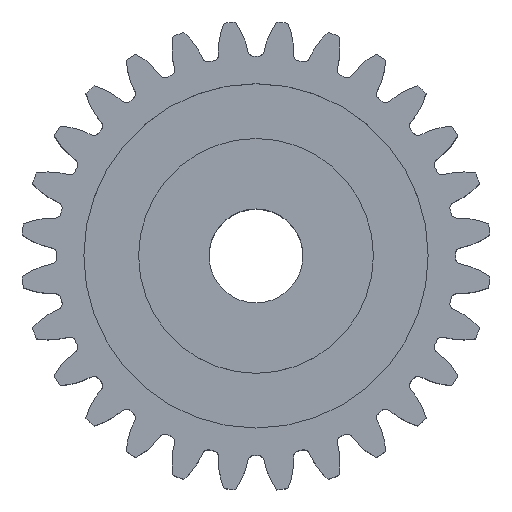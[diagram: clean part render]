
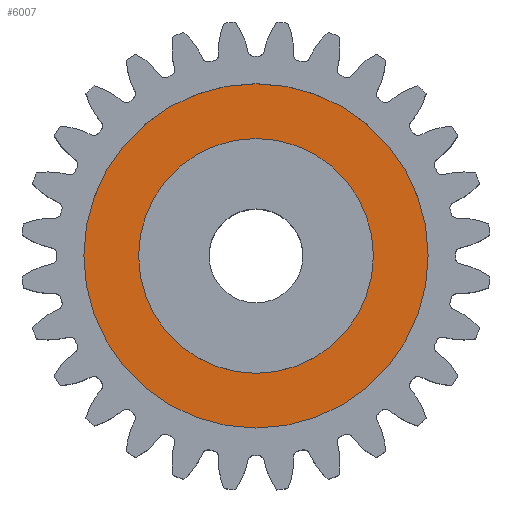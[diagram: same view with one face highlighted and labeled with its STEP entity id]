
A CAD part, top view. The second image highlights one B-rep face of the part: STEP entity #6007.
In plain terms, the highlighted planar face has unit normal (0, 0, 1).
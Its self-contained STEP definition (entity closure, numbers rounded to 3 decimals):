
#74 = DIRECTION ( 'NONE',  ( -1., 0., 0. ) ) ;
#75 = DIRECTION ( 'NONE',  ( 0., 0., -1. ) ) ;
#76 = CARTESIAN_POINT ( 'NONE',  ( 0., 0., 7.5 ) ) ;
#78 = AXIS2_PLACEMENT_3D ( 'NONE', #76, #75, #74 ) ;
#84 = CIRCLE ( 'NONE', #78, 7.5 ) ;
#252 = DIRECTION ( 'NONE',  ( -1., 0., 0. ) ) ;
#253 = DIRECTION ( 'NONE',  ( 0., 0., -1. ) ) ;
#254 = CARTESIAN_POINT ( 'NONE',  ( 0., 0., 7.5 ) ) ;
#255 = AXIS2_PLACEMENT_3D ( 'NONE', #254, #253, #252 ) ;
#263 = CARTESIAN_POINT ( 'NONE',  ( -7.5, 0., 7.5 ) ) ;
#336 = CIRCLE ( 'NONE', #255, 11. ) ;
#338 = CARTESIAN_POINT ( 'NONE',  ( 11., 0., 7.5 ) ) ;
#357 = CARTESIAN_POINT ( 'NONE',  ( -11., 0., 7.5 ) ) ;
#360 = CARTESIAN_POINT ( 'NONE',  ( 7.5, 0., 7.5 ) ) ;
#3126 = DIRECTION ( 'NONE',  ( -1., 0., 0. ) ) ;
#3127 = DIRECTION ( 'NONE',  ( 0., 0., -1. ) ) ;
#3128 = CARTESIAN_POINT ( 'NONE',  ( 0., 0., 7.5 ) ) ;
#3132 = DIRECTION ( 'NONE',  ( -1., 0., 0. ) ) ;
#3133 = DIRECTION ( 'NONE',  ( 0., 0., -1. ) ) ;
#3134 = AXIS2_PLACEMENT_3D ( 'NONE', #3138, #3133, #3132 ) ;
#3138 = CARTESIAN_POINT ( 'NONE',  ( 0., 0., 7.5 ) ) ;
#3139 = FACE_OUTER_BOUND ( 'NONE', #4756, .T. ) ;
#3150 = FACE_BOUND ( 'NONE', #5980, .T. ) ;
#3185 = DIRECTION ( 'NONE',  ( -1., 0., 0. ) ) ;
#3186 = DIRECTION ( 'NONE',  ( 0., 0., -1. ) ) ;
#3187 = CARTESIAN_POINT ( 'NONE',  ( 0., 0., 7.5 ) ) ;
#3188 = AXIS2_PLACEMENT_3D ( 'NONE', #3128, #3127, #3126 ) ;
#3199 = CIRCLE ( 'NONE', #3134, 11. ) ;
#3202 = PLANE ( 'NONE',  #3188 ) ;
#3203 = CIRCLE ( 'NONE', #3204, 7.5 ) ;
#3204 = AXIS2_PLACEMENT_3D ( 'NONE', #3187, #3186, #3185 ) ;
#4160 = EDGE_CURVE ( 'NONE', #4279, #4304, #84, .T. ) ;
#4279 = VERTEX_POINT ( 'NONE', #263 ) ;
#4282 = EDGE_CURVE ( 'NONE', #4283, #4302, #336, .T. ) ;
#4283 = VERTEX_POINT ( 'NONE', #338 ) ;
#4302 = VERTEX_POINT ( 'NONE', #357 ) ;
#4304 = VERTEX_POINT ( 'NONE', #360 ) ;
#4756 = EDGE_LOOP ( 'NONE', ( #6248, #6236 ) ) ;
#5978 = EDGE_CURVE ( 'NONE', #4304, #4279, #3203, .T. ) ;
#5980 = EDGE_LOOP ( 'NONE', ( #6008, #6206 ) ) ;
#6005 = EDGE_CURVE ( 'NONE', #4302, #4283, #3199, .T. ) ;
#6007 = ADVANCED_FACE ( 'NONE', ( #3150, #3139 ), #3202, .F. ) ;
#6008 = ORIENTED_EDGE ( 'NONE', *, *, #4160, .T. ) ;
#6206 = ORIENTED_EDGE ( 'NONE', *, *, #5978, .T. ) ;
#6236 = ORIENTED_EDGE ( 'NONE', *, *, #4282, .F. ) ;
#6248 = ORIENTED_EDGE ( 'NONE', *, *, #6005, .F. ) ;
